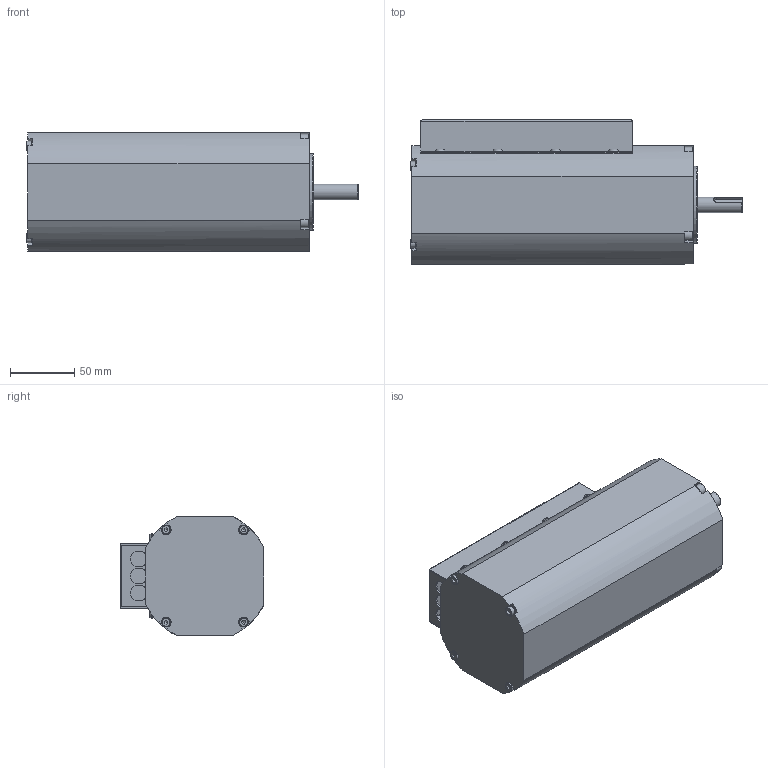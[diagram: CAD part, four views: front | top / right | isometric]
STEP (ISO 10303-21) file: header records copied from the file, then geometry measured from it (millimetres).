
FILE_DESCRIPTION(/* description */ (''),/* implementation_level */ '2;1');
FILE_NAME(/* name */ 'OACIS-T010-3000.stp',/* time_stamp */ '2016-06-22T13:40:51+09:00',/* author */ ('ATA-DESIGN-YWCHOI'),/* organization */ (''),/* preprocessor_version */ 'ST-DEVELOPER v15.2',/* originating_system */ 'Autodesk Inventor 2014',/* authorisation */ '');
FILE_SCHEMA (('AUTOMOTIVE_DESIGN { 1 0 10303 214 3 1 1 }'));
Length unit declared in the file: millimetre
Products named in the file (1): OACIS-T010-3000
Bounding box: 258.4 x 112 x 92 mm (x, y, z)
Volume: 499931.6 mm3; surface area: 183671.3 mm2
Topology: 1 solids, 1 shells, 554 faces, 1474 edges, 923 vertices
Faces by surface type: plane 342, cylinder 135, torus 37, cone 36, bspline 4
Full cylindrical faces by diameter (mm): 2 x2, 3.4 x4, 4 x12, 4.5 x4, 5 x4, 5.5 x4, 6.5 x4, 6.647 x4, 7 x4, 7.6 x8, 8.5 x4, 12 x3, 14 x1, 15.8 x1, 24.4 x1, 28 x2, 29.4 x1, 30 x1, 60 x1, 86 x1
Entity records: 16570 total; most frequent: CARTESIAN_POINT 3210, DIRECTION 2661, ORIENTED_EDGE 2536, EDGE_CURVE 1268, AXIS2_PLACEMENT_3D 992, VERTEX_POINT 847, EDGE_LOOP 743, LINE 677
